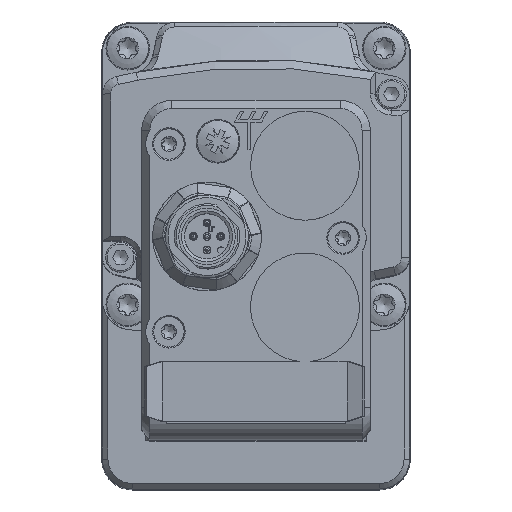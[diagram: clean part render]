
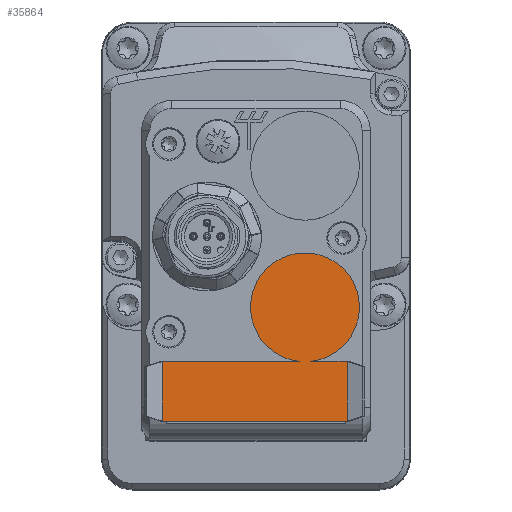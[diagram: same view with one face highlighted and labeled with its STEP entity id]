
A CAD part, top view. The second image highlights one B-rep face of the part: STEP entity #35864.
In plain terms, the highlighted planar face has unit normal (0, 0, 1).
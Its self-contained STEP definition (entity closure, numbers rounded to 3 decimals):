
#2776=PLANE('',#38173);
#4875=FACE_OUTER_BOUND('',#6853,.T.);
#6853=EDGE_LOOP('',(#30407,#30408,#30409,#30410,#30411,#30412));
#9496=LINE('',#65522,#12099);
#9497=LINE('',#65524,#12100);
#9498=LINE('',#65526,#12101);
#9499=LINE('',#65528,#12102);
#9500=LINE('',#65529,#12103);
#12099=VECTOR('',#44921,10.);
#12100=VECTOR('',#44922,10.);
#12101=VECTOR('',#44923,10.);
#12102=VECTOR('',#44924,10.);
#12103=VECTOR('',#44925,10.);
#13231=CIRCLE('',#38174,10.);
#16367=VERTEX_POINT('',#65518);
#16368=VERTEX_POINT('',#65519);
#16369=VERTEX_POINT('',#65521);
#16370=VERTEX_POINT('',#65523);
#16371=VERTEX_POINT('',#65525);
#16372=VERTEX_POINT('',#65527);
#21223=EDGE_CURVE('',#16367,#16368,#13231,.T.);
#21224=EDGE_CURVE('',#16368,#16369,#9496,.T.);
#21225=EDGE_CURVE('',#16369,#16370,#9497,.T.);
#21226=EDGE_CURVE('',#16370,#16371,#9498,.T.);
#21227=EDGE_CURVE('',#16371,#16372,#9499,.T.);
#21228=EDGE_CURVE('',#16372,#16367,#9500,.T.);
#30407=ORIENTED_EDGE('',*,*,#21223,.T.);
#30408=ORIENTED_EDGE('',*,*,#21224,.T.);
#30409=ORIENTED_EDGE('',*,*,#21225,.T.);
#30410=ORIENTED_EDGE('',*,*,#21226,.T.);
#30411=ORIENTED_EDGE('',*,*,#21227,.T.);
#30412=ORIENTED_EDGE('',*,*,#21228,.T.);
#35864=ADVANCED_FACE('',(#4875),#2776,.F.);
#38173=AXIS2_PLACEMENT_3D('',#65517,#44917,#44918);
#38174=AXIS2_PLACEMENT_3D('',#65520,#44919,#44920);
#44917=DIRECTION('center_axis',(0.,0.,
-1.));
#44918=DIRECTION('ref_axis',(1.,0.,0.));
#44919=DIRECTION('center_axis',(0.,0.,
1.));
#44920=DIRECTION('ref_axis',(1.,0.,0.));
#44921=DIRECTION('',(-1.,0.,0.));
#44922=DIRECTION('',(0.,-1.,0.));
#44923=DIRECTION('',(1.,0.,0.));
#44924=DIRECTION('',(0.,1.,0.));
#44925=DIRECTION('',(-1.,0.,0.));
#65517=CARTESIAN_POINT('Origin',(9.,-24.2,107.));
#65518=CARTESIAN_POINT('',(9.999,-34.15,107.));
#65519=CARTESIAN_POINT('',(8.001,-34.15,107.));
#65520=CARTESIAN_POINT('Origin',(9.,-24.2,107.));
#65521=CARTESIAN_POINT('',(-17.25,-34.15,107.));
#65522=CARTESIAN_POINT('',(-17.25,-34.15,107.));
#65523=CARTESIAN_POINT('',(-17.25,-45.15,107.));
#65524=CARTESIAN_POINT('',(-17.25,-45.15,107.));
#65525=CARTESIAN_POINT('',(16.75,-45.15,107.));
#65526=CARTESIAN_POINT('',(16.75,-45.15,107.));
#65527=CARTESIAN_POINT('',(16.75,-34.15,107.));
#65528=CARTESIAN_POINT('',(16.75,-34.15,107.));
#65529=CARTESIAN_POINT('',(-17.25,-34.15,107.));
